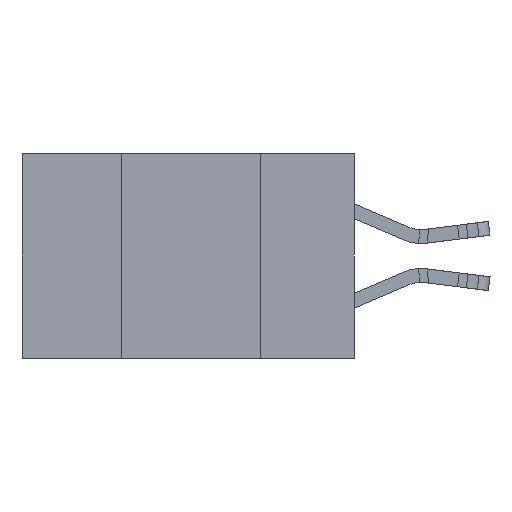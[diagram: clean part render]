
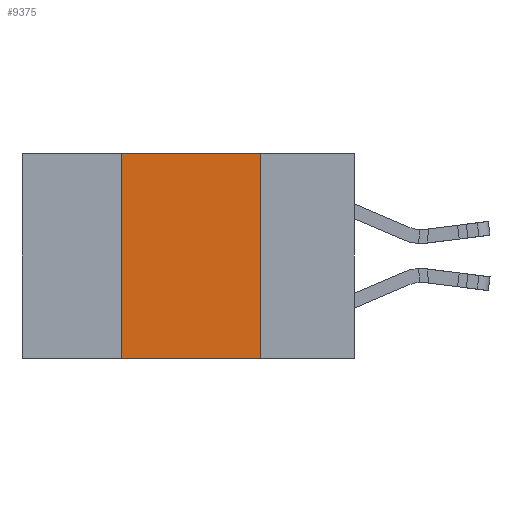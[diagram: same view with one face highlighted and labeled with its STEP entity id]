
A CAD part, left-side view. The second image highlights one B-rep face of the part: STEP entity #9375.
In plain terms, the highlighted planar face has unit normal (-1, 0, 0).
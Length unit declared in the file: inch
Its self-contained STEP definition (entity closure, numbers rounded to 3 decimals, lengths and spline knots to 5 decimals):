
#3324 = VECTOR ( 'NONE', #25133, 39.37008 ) ;
#3639 = FACE_OUTER_BOUND ( 'NONE', #16407, .T. ) ;
#4301 = CARTESIAN_POINT ( 'NONE',  ( 0., 0.6, 0. ) ) ;
#5771 = EDGE_CURVE ( 'NONE', #12183, #5975, #19791, .T. ) ;
#5975 = VERTEX_POINT ( 'NONE', #13648 ) ;
#6128 = VERTEX_POINT ( 'NONE', #18097 ) ;
#6415 = DIRECTION ( 'NONE',  ( 0., 0., -1. ) ) ;
#6800 = DIRECTION ( 'NONE',  ( 0., 0., -1. ) ) ;
#8073 = CARTESIAN_POINT ( 'NONE',  ( 0., 0.42, -0.37 ) ) ;
#9208 = CARTESIAN_POINT ( 'NONE',  ( 0., 0.42, -0.37 ) ) ;
#9375 = ADVANCED_FACE ( 'NONE', ( #3639 ), #16685, .F. ) ;
#9442 = VECTOR ( 'NONE', #14049, 39.37008 ) ;
#9878 = CARTESIAN_POINT ( 'NONE',  ( 0., 0.6, -0.37 ) ) ;
#10439 = EDGE_CURVE ( 'NONE', #13022, #6128, #14931, .T. ) ;
#10931 = CARTESIAN_POINT ( 'NONE',  ( 0., 0.6, 0. ) ) ;
#10956 = ORIENTED_EDGE ( 'NONE', *, *, #5771, .F. ) ;
#12183 = VERTEX_POINT ( 'NONE', #24022 ) ;
#13022 = VERTEX_POINT ( 'NONE', #8073 ) ;
#13648 = CARTESIAN_POINT ( 'NONE',  ( 0., 0.17, 0. ) ) ;
#14049 = DIRECTION ( 'NONE',  ( 0., -1., 0. ) ) ;
#14593 = EDGE_CURVE ( 'NONE', #13022, #12183, #25066, .T. ) ;
#14931 = LINE ( 'NONE', #9878, #9442 ) ;
#16204 = LINE ( 'NONE', #21046, #26275 ) ;
#16407 = EDGE_LOOP ( 'NONE', ( #22438, #10956, #17068, #17367 ) ) ;
#16685 = PLANE ( 'NONE',  #21142 ) ;
#17068 = ORIENTED_EDGE ( 'NONE', *, *, #14593, .F. ) ;
#17367 = ORIENTED_EDGE ( 'NONE', *, *, #10439, .T. ) ;
#17457 = DIRECTION ( 'NONE',  ( 0., 0., 1. ) ) ;
#18097 = CARTESIAN_POINT ( 'NONE',  ( 0., 0.17, -0.37 ) ) ;
#18727 = DIRECTION ( 'NONE',  ( 1., 0., 0. ) ) ;
#19739 = VECTOR ( 'NONE', #17457, 39.37008 ) ;
#19791 = LINE ( 'NONE', #10931, #3324 ) ;
#21046 = CARTESIAN_POINT ( 'NONE',  ( 0., 0.17, -0.37 ) ) ;
#21142 = AXIS2_PLACEMENT_3D ( 'NONE', #4301, #18727, #6415 ) ;
#22438 = ORIENTED_EDGE ( 'NONE', *, *, #26264, .F. ) ;
#24022 = CARTESIAN_POINT ( 'NONE',  ( 0., 0.42, 0. ) ) ;
#25066 = LINE ( 'NONE', #9208, #19739 ) ;
#25133 = DIRECTION ( 'NONE',  ( 0., -1., 0. ) ) ;
#26264 = EDGE_CURVE ( 'NONE', #5975, #6128, #16204, .T. ) ;
#26275 = VECTOR ( 'NONE', #6800, 39.37008 ) ;
